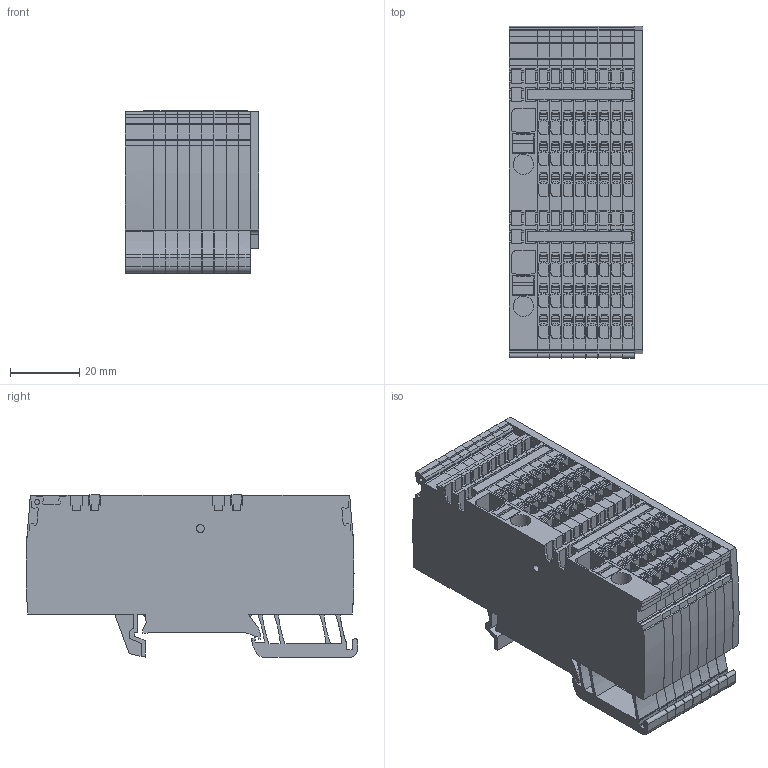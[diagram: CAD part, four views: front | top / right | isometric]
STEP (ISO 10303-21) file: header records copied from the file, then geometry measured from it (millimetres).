
FILE_DESCRIPTION(('CATIA V5 STEP Exchange','CAx-IF Rec.Pracs.--- Model Styling and Organization---1.5--- 2016-08-15','CAx-IF Rec.Pracs.---Supplemental Geometry---1.0---2011-11-01','CAx-IF Rec.Pracs.--- Composite Materials ---1.1---2010-07-15'),'2;1');
FILE_NAME ('D1463039_0', '2025-09-22T09:13:25+00:00', ('none'), ('Weidmueller'), 'CATIA Version 5-6 Release 2024 SP4', 'CATIA V5 STEP AP214 v3', 'none');
FILE_SCHEMA(('AUTOMOTIVE_DESIGN { 1 0 10303 214 1 1 1 1 }'));
Length unit declared in the file: millimetre
Products named in the file (1): v5-standard_part
Bounding box: 38.5 x 95.83 x 46.85 mm (x, y, z)
Volume: 122663.4 mm3; surface area: 112735 mm2
Topology: 62 solids, 62 shells, 3845 faces, 12115 edges, 8509 vertices
Faces by surface type: plane 3267, cylinder 572, extrusion 6
Entity records: 129342 total; most frequent: CARTESIAN_POINT 26524, ORIENTED_EDGE 24230, DIRECTION 16871, EDGE_CURVE 12115, VECTOR 10607, LINE 10601, VERTEX_POINT 8509, EDGE_LOOP 4012
